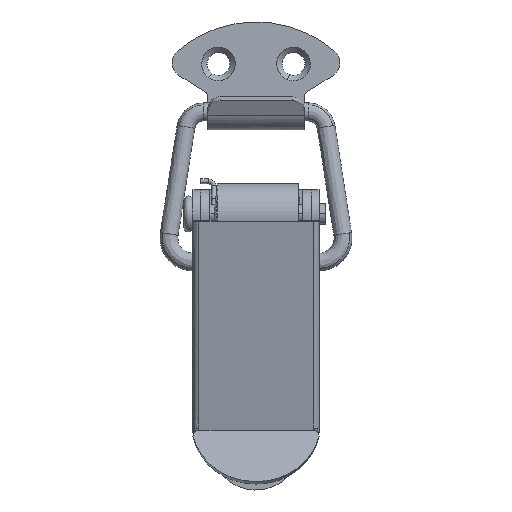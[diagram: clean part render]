
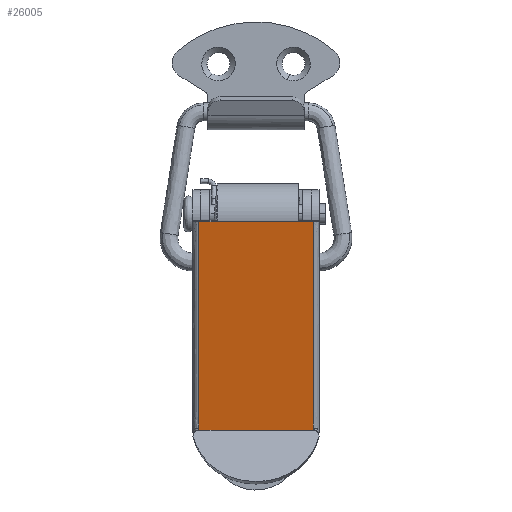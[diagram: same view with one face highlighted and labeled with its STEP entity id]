
A CAD part, front view. The second image highlights one B-rep face of the part: STEP entity #26005.
In plain terms, the highlighted free-form (B-spline) face has degree [1, 1] with [2, 2] control points.
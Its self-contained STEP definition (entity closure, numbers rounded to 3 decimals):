
#24570=CARTESIAN_POINT('',(-1.001,9.5,-52.997));
#24571=VERTEX_POINT('',#24570);
#24653=CARTESIAN_POINT('',(-1.001,-9.5,-52.997));
#24654=VERTEX_POINT('',#24653);
#24668=CARTESIAN_POINT('',(-1.001,9.5,-52.997));
#24669=CARTESIAN_POINT('',(-1.001,-9.5,-52.997));
#24670=QUASI_UNIFORM_CURVE('',1,(#24668,#24669),.UNSPECIFIED.,.F.,.U.);
#24671=EDGE_CURVE('',#24571,#24654,#24670,.T.);
#25117=CARTESIAN_POINT('',(-8.584,9.5,-18.307));
#25118=VERTEX_POINT('',#25117);
#25119=CARTESIAN_POINT('',(-8.584,9.5,-18.307));
#25120=CARTESIAN_POINT('',(-1.001,9.5,-52.997));
#25121=QUASI_UNIFORM_CURVE('',1,(#25119,#25120),.UNSPECIFIED.,.F.,.U.);
#25122=EDGE_CURVE('',#25118,#24571,#25121,.T.);
#25274=CARTESIAN_POINT('',(-8.584,-9.5,-18.307));
#25275=VERTEX_POINT('',#25274);
#25336=CARTESIAN_POINT('',(-1.001,-9.5,-52.997));
#25337=CARTESIAN_POINT('',(-8.584,-9.5,-18.307));
#25338=QUASI_UNIFORM_CURVE('',1,(#25336,#25337),.UNSPECIFIED.,.F.,.U.);
#25339=EDGE_CURVE('',#24654,#25275,#25338,.T.);
#25971=CARTESIAN_POINT('',(-8.584,9.5,-18.307));
#25972=CARTESIAN_POINT('',(-8.584,-9.5,-18.307));
#25973=QUASI_UNIFORM_CURVE('',1,(#25971,#25972),.UNSPECIFIED.,.F.,.U.);
#25974=EDGE_CURVE('',#25118,#25275,#25973,.T.);
#25994=CARTESIAN_POINT('',(-8.963,-10.449,-16.574));
#25995=CARTESIAN_POINT('',(-0.622,-10.449,-54.729));
#25996=CARTESIAN_POINT('',(-8.963,10.449,-16.574));
#25997=CARTESIAN_POINT('',(-0.622,10.449,-54.729));
#25998=B_SPLINE_SURFACE_WITH_KNOTS('',1,1,((#25994,#25996),(#25995,#25997)),.UNSPECIFIED.,.F.,.F.,.U.,(2,2),(2,2),(0.0,39.056),(0.0,20.898),.UNSPECIFIED.);
#25999=ORIENTED_EDGE('',*,*,#25122,.T.);
#26000=ORIENTED_EDGE('',*,*,#24671,.T.);
#26001=ORIENTED_EDGE('',*,*,#25339,.T.);
#26002=ORIENTED_EDGE('',*,*,#25974,.F.);
#26003=EDGE_LOOP('',(#25999,#26000,#26001,#26002));
#26004=FACE_OUTER_BOUND('',#26003,.T.);
#26005=ADVANCED_FACE('',(#26004),#25998,.F.);
